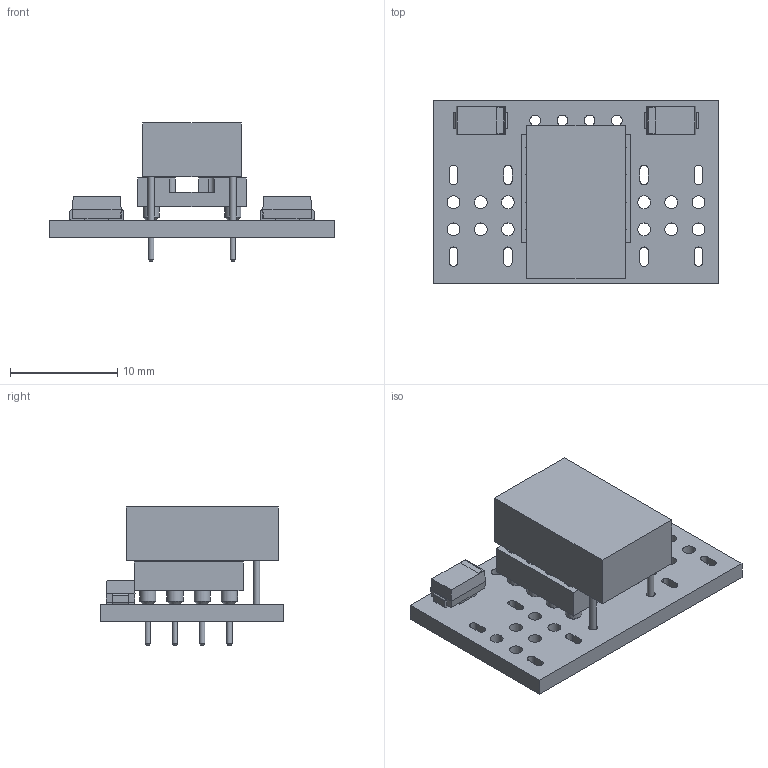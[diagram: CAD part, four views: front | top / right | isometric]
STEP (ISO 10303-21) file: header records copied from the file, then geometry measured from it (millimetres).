
FILE_DESCRIPTION(('FreeCAD Model'),'2;1');
FILE_NAME('D1_D_SMA_5C77AAEF_sp.step', '2019-02-18T14:33:10',('kicad StepUp'),('ksu MCAD'), 'Open CASCADE STEP processor 7.2','FreeCAD','Unknown');
FILE_SCHEMA(('AUTOMOTIVE_DESIGN { 1 0 10303 214 1 1 1 1 }'));
Length unit declared in the file: millimetre
Products named in the file (1): D1_D_SMA_5C77AAEF_sp
Bounding box: 26.67 x 17.14 x 12.88 mm (x, y, z)
Volume: 1602.6 mm3; surface area: 2197.5 mm2
Topology: 1 solids, 1 shells, 302 faces, 734 edges, 479 vertices
Faces by surface type: plane 142, cylinder 116, cone 24, bspline 20
Full cylindrical faces by diameter (mm): 0.508 x8, 0.6 x18, 0.8 x10, 1 x4, 1.2 x12, 1.524 x8, 1.724 x8
Entity records: 11169 total; most frequent: CARTESIAN_POINT 1644, DIRECTION 1524, ORIENTED_EDGE 1468, EDGE_CURVE 734, AXIS2_PLACEMENT_3D 551, VERTEX_POINT 479, FACE_BOUND 437, EDGE_LOOP 437
